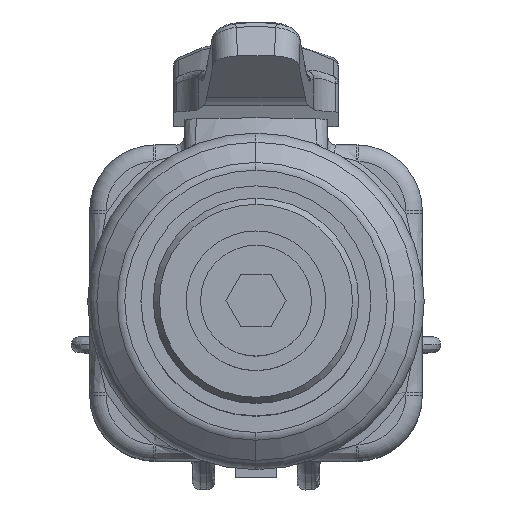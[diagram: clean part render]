
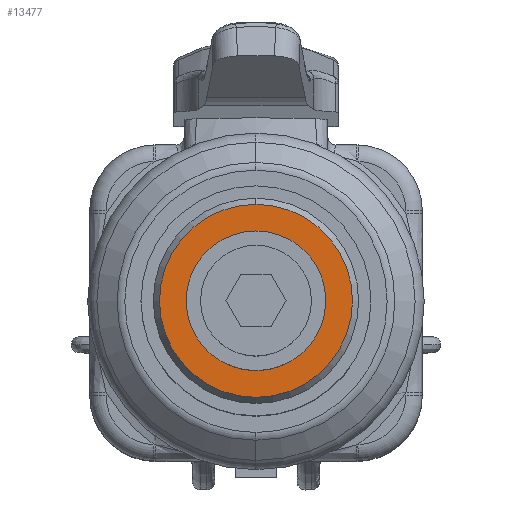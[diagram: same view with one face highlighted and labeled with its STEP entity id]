
A CAD part, top view. The second image highlights one B-rep face of the part: STEP entity #13477.
In plain terms, the highlighted face is planar.
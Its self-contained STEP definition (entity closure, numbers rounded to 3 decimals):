
#4896=CARTESIAN_POINT('',(0.,0.,-34.));
#4897=DIRECTION('',(0.,0.,-1.));
#4898=DIRECTION('',(0.,1.,0.));
#4899=AXIS2_PLACEMENT_3D('',#4896,#4897,#4898);
#4911=CARTESIAN_POINT('',(0.,0.,-34.));
#4912=DIRECTION('',(0.,0.,1.));
#4913=DIRECTION('',(0.,1.,0.));
#4914=AXIS2_PLACEMENT_3D('',#4911,#4912,#4913);
#4919=CARTESIAN_POINT('',(0.,0.,-34.));
#4920=DIRECTION('',(0.,0.,1.));
#4921=DIRECTION('',(0.,1.,0.));
#4922=AXIS2_PLACEMENT_3D('',#4919,#4920,#4921);
#4927=CARTESIAN_POINT('',(0.,0.,-34.));
#4928=DIRECTION('',(0.,0.,-1.));
#4929=DIRECTION('',(0.,1.,0.));
#4930=AXIS2_PLACEMENT_3D('',#4927,#4928,#4929);
#5146=CARTESIAN_POINT('',(0.,8.5,-34.));
#5148=VERTEX_POINT('',#5146);
#5154=CARTESIAN_POINT('',(0.,-8.5,-34.));
#5156=VERTEX_POINT('',#5154);
#5471=CARTESIAN_POINT('',(0.,11.75,-34.));
#5473=VERTEX_POINT('',#5471);
#5475=CARTESIAN_POINT('',(0.,-11.75,-34.));
#5477=VERTEX_POINT('',#5475);
#13462=CARTESIAN_POINT('',(0.,0.,-34.));
#13463=DIRECTION('',(0.,0.,1.));
#13464=DIRECTION('',(0.,1.,0.));
#13465=AXIS2_PLACEMENT_3D('',#13462,#13463,#13464);
#13466=PLANE('',#13465);
#13467=ORIENTED_EDGE('',*,*,#13417,.F.);
#13468=ORIENTED_EDGE('',*,*,#13445,.T.);
#13469=EDGE_LOOP('',(#13467,#13468));
#13470=FACE_OUTER_BOUND('',#13469,.F.);
#13472=ORIENTED_EDGE('',*,*,#13471,.F.);
#13474=ORIENTED_EDGE('',*,*,#13473,.T.);
#13475=EDGE_LOOP('',(#13472,#13474));
#13476=FACE_BOUND('',#13475,.F.);
#13477=ADVANCED_FACE('',(#13470,#13476),#13466,.F.);
#4900=CIRCLE('',#4899,11.75);
#4915=CIRCLE('',#4914,11.75);
#4923=CIRCLE('',#4922,8.5);
#4931=CIRCLE('',#4930,8.5);
#13417=EDGE_CURVE('',#5473,#5477,#4900,.T.);
#13445=EDGE_CURVE('',#5473,#5477,#4915,.T.);
#13471=EDGE_CURVE('',#5148,#5156,#4923,.T.);
#13473=EDGE_CURVE('',#5148,#5156,#4931,.T.);
